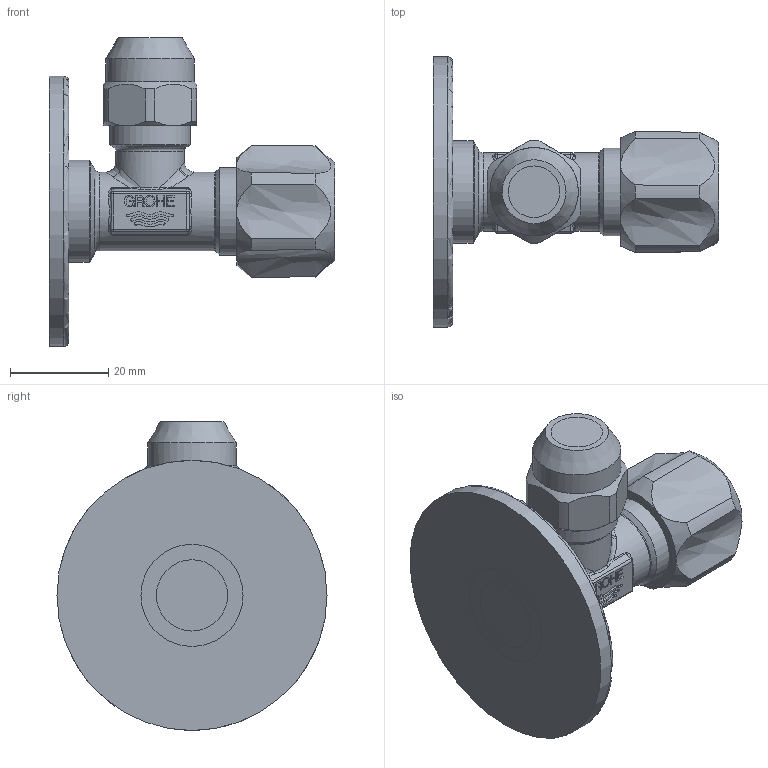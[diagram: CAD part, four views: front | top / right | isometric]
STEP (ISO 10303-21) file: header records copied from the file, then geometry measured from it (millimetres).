
FILE_DESCRIPTION(/* description */ ('Unknown'),/* implementation_level */ '2;1');
FILE_NAME(/* name */ '22023000',/* time_stamp */ '2023-07-27T08:36:11+02:00',/* author */ ('Unknown'),/* organization */ ('GROHE AG'),/* preprocessor_version */ 'ST-DEVELOPER v16.7',/* originating_system */ 'DEX',/* authorisation */ $);
FILE_SCHEMA (('AUTOMOTIVE_DESIGN {1 0 10303 214 3 1 1}'));
Length unit declared in the file: millimetre
Products named in the file (6): 22023000; id11; SL001.RPR 0215 H34 tef; SL031.255; SL094.01 RPR0215; SL136.07
Assembly tree (5 placements, depth 2):
  22023000
    id11
    SL001.RPR 0215 H34 tef
    SL031.255
    SL094.01 RPR0215
    SL136.07
Bounding box: 58.14 x 55 x 62.9 mm (x, y, z)
Surface area: 12827.7 mm2 (no closed solid volume)
Topology: 0 solids, 7 shells, 336 faces, 971 edges, 624 vertices
Faces by surface type: plane 193, cylinder 65, bspline 36, cone 24, torus 10, sphere 8
Full cylindrical faces by diameter (mm): 14 x1, 16 x1, 16.45 x1, 17.8 x1, 18 x1, 20.8 x1, 55 x1
Entity records: 15229 total; most frequent: CARTESIAN_POINT 4523, ORIENTED_EDGE 1763, DIRECTION 1525, EDGE_CURVE 935, VERTEX_POINT 616, LINE 599, VECTOR 599, AXIS2_PLACEMENT_3D 463
